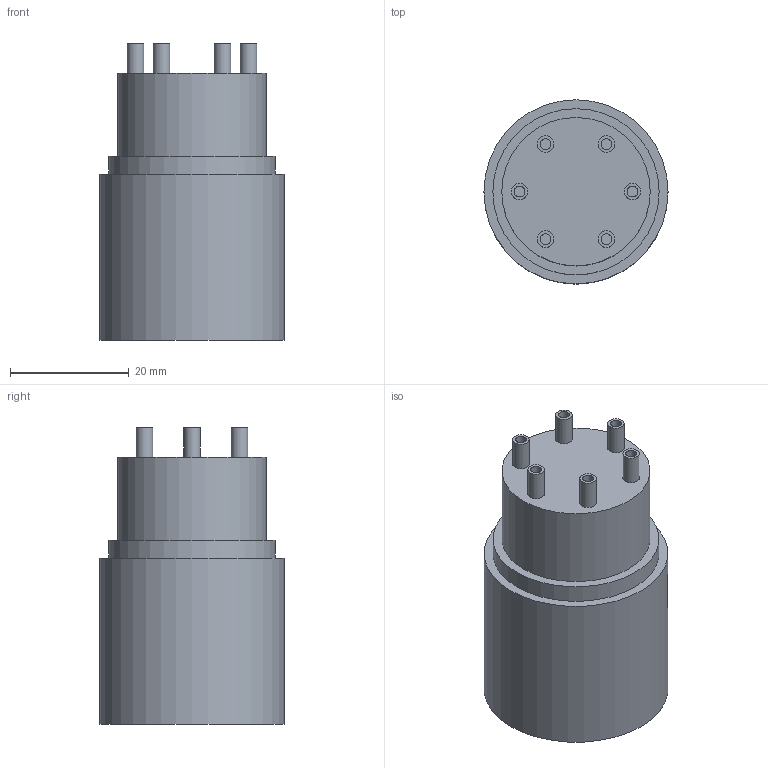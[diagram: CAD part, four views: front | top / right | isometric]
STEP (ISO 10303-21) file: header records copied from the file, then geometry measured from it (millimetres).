
FILE_DESCRIPTION(/* description */ (''),/* implementation_level */ '2;1');
FILE_NAME(/* name */ 'AT6F.stp',/* time_stamp */ '2014-11-11T14:43:49+01:00',/* author */ ('sh'),/* organization */ (''),/* preprocessor_version */ 'ST-DEVELOPER v15.2',/* originating_system */ 'Autodesk Inventor 2014',/* authorisation */ '');
FILE_SCHEMA (('AUTOMOTIVE_DESIGN { 1 0 10303 214 3 1 1 }'));
Length unit declared in the file: millimetre
Products named in the file (1): AT6F
Bounding box: 31 x 31 x 50 mm (x, y, z)
Volume: 27745.1 mm3; surface area: 7948.7 mm2
Topology: 1 solids, 1 shells, 163 faces, 396 edges, 264 vertices
Faces by surface type: plane 78, bspline 63, cylinder 22
Full cylindrical faces by diameter (mm): 1.8 x6, 2.8 x6, 3.2 x1, 4.8 x6, 25 x1, 28 x1, 31 x1
Entity records: 5151 total; most frequent: CARTESIAN_POINT 1621, ORIENTED_EDGE 748, DIRECTION 494, EDGE_CURVE 374, VERTEX_POINT 264, EDGE_LOOP 214, LINE 204, VECTOR 204
